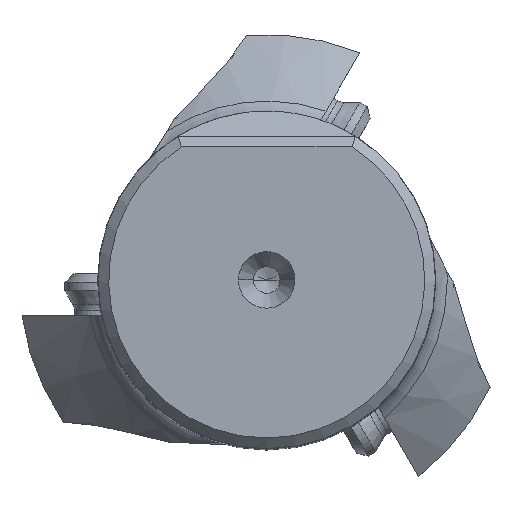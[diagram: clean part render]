
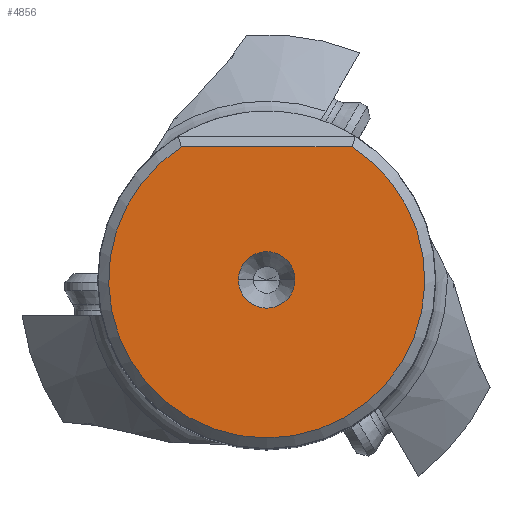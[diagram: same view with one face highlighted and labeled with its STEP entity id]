
A CAD part, top view. The second image highlights one B-rep face of the part: STEP entity #4856.
In plain terms, the highlighted planar face has unit normal (0, 0, 1).
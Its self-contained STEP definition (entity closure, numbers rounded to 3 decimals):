
#2617=CARTESIAN_POINT('',(-8.022,12.485,
0.));
#2632=DIRECTION('',(1.,0.,0.));
#2633=VECTOR('',#2632,16.044);
#2634=CARTESIAN_POINT('',(-8.022,12.485,
0.));
#2635=LINE('',#2634,#2633);
#2639=CARTESIAN_POINT('',(0.,0.,0.));
#2640=DIRECTION('',(0.,0.,1.));
#2641=DIRECTION('',(-0.541,0.841,0.));
#2642=AXIS2_PLACEMENT_3D('',#2639,#2640,#2641);
#2647=CARTESIAN_POINT('',(0.,0.,0.));
#2648=DIRECTION('',(0.,0.,1.));
#2649=DIRECTION('',(0.,-1.,0.));
#2650=AXIS2_PLACEMENT_3D('',#2647,#2648,#2649);
#2655=CARTESIAN_POINT('',(0.,0.,0.));
#2656=DIRECTION('',(0.,0.,-1.));
#2657=DIRECTION('',(1.,0.,0.));
#2658=AXIS2_PLACEMENT_3D('',#2655,#2656,#2657);
#2663=CARTESIAN_POINT('',(0.,0.,0.));
#2664=DIRECTION('',(0.,0.,-1.));
#2665=DIRECTION('',(-1.,0.,0.));
#2666=AXIS2_PLACEMENT_3D('',#2663,#2664,#2665);
#3091=VERTEX_POINT('',#2617);
#3092=CARTESIAN_POINT('',(8.022,12.485,0.));
#3093=VERTEX_POINT('',#3092);
#3100=CARTESIAN_POINT('',(0.,-14.84,0.));
#3101=VERTEX_POINT('',#3100);
#3102=CARTESIAN_POINT('',(2.65,0.,0.));
#3103=CARTESIAN_POINT('',(-2.65,0.,0.));
#3104=VERTEX_POINT('',#3102);
#3105=VERTEX_POINT('',#3103);
#4840=CARTESIAN_POINT('',(0.,-1.178,0.));
#4841=DIRECTION('',(0.,0.,1.));
#4842=DIRECTION('',(1.,0.,0.));
#4843=AXIS2_PLACEMENT_3D('',#4840,#4841,#4842);
#4844=PLANE('',#4843);
#4845=ORIENTED_EDGE('',*,*,#4815,.F.);
#4846=ORIENTED_EDGE('',*,*,#4835,.T.);
#4847=ORIENTED_EDGE('',*,*,#4817,.F.);
#4848=EDGE_LOOP('',(#4845,#4846,#4847));
#4849=FACE_OUTER_BOUND('',#4848,.F.);
#4851=ORIENTED_EDGE('',*,*,#4850,.F.);
#4853=ORIENTED_EDGE('',*,*,#4852,.F.);
#4854=EDGE_LOOP('',(#4851,#4853));
#4855=FACE_BOUND('',#4854,.F.);
#2643=CIRCLE('',#2642,14.84);
#2651=CIRCLE('',#2650,14.84);
#2659=CIRCLE('',#2658,2.65);
#2667=CIRCLE('',#2666,2.65);
#4815=EDGE_CURVE('',#3091,#3101,#2643,.T.);
#4817=EDGE_CURVE('',#3101,#3093,#2651,.T.);
#4835=EDGE_CURVE('',#3091,#3093,#2635,.T.);
#4850=EDGE_CURVE('',#3104,#3105,#2659,.T.);
#4852=EDGE_CURVE('',#3105,#3104,#2667,.T.);
#4856=ADVANCED_FACE('',(#4849,#4855),#4844,.T.);
